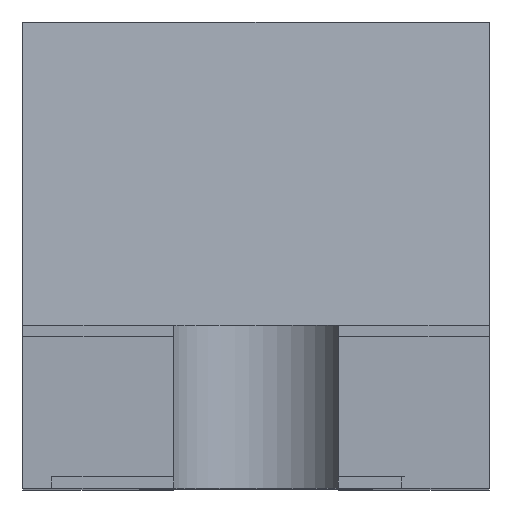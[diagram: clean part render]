
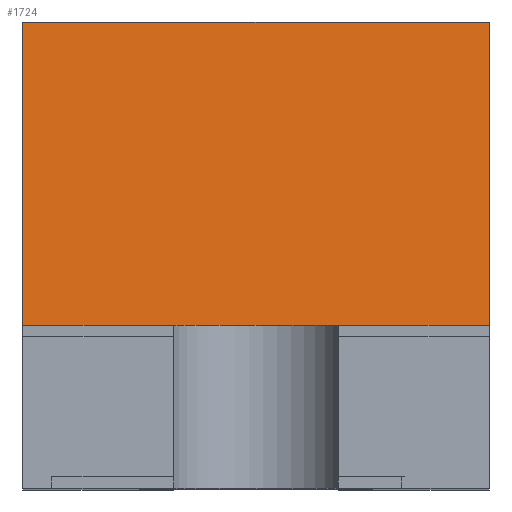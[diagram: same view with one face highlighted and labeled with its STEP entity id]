
A CAD part, top view. The second image highlights one B-rep face of the part: STEP entity #1724.
In plain terms, the highlighted planar face has unit normal (0, 0.087, 0.996).
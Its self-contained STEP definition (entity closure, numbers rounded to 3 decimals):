
#37 = EDGE_CURVE ( 'NONE', #1222, #593, #1920, .T. ) ;
#57 = VERTEX_POINT ( 'NONE', #2370 ) ;
#181 = ORIENTED_EDGE ( 'NONE', *, *, #401, .F. ) ;
#256 = DIRECTION ( 'NONE',  ( 0., 0.996, -0.087 ) ) ;
#401 = EDGE_CURVE ( 'NONE', #2310, #593, #1392, .T. ) ;
#453 = CARTESIAN_POINT ( 'NONE',  ( 0.4, 0.28, 0.55 ) ) ;
#535 = VECTOR ( 'NONE', #2492, 1000. ) ;
#593 = VERTEX_POINT ( 'NONE', #935 ) ;
#630 = LINE ( 'NONE', #2094, #535 ) ;
#659 = DIRECTION ( 'NONE',  ( -1., 0., 0. ) ) ;
#697 = ORIENTED_EDGE ( 'NONE', *, *, #37, .T. ) ;
#825 = AXIS2_PLACEMENT_3D ( 'NONE', #2002, #1218, #256 ) ;
#837 = PLANE ( 'NONE',  #825 ) ;
#935 = CARTESIAN_POINT ( 'NONE',  ( -0.4, 0.28, 0.55 ) ) ;
#1021 = VECTOR ( 'NONE', #2463, 1000. ) ;
#1218 = DIRECTION ( 'NONE',  ( 0., -0.087, -0.996 ) ) ;
#1222 = VERTEX_POINT ( 'NONE', #2015 ) ;
#1272 = LINE ( 'NONE', #1855, #1021 ) ;
#1392 = LINE ( 'NONE', #453, #1859 ) ;
#1547 = VECTOR ( 'NONE', #1768, 1000. ) ;
#1724 = ADVANCED_FACE ( 'NONE', ( #2042 ), #837, .F. ) ;
#1761 = EDGE_CURVE ( 'NONE', #57, #1222, #1272, .T. ) ;
#1768 = DIRECTION ( 'NONE',  ( 0., -0.996, 0.087 ) ) ;
#1855 = CARTESIAN_POINT ( 'NONE',  ( 0.4, 0.8, 0.505 ) ) ;
#1859 = VECTOR ( 'NONE', #659, 1000. ) ;
#1868 = EDGE_LOOP ( 'NONE', ( #697, #181, #1997, #2517 ) ) ;
#1920 = LINE ( 'NONE', #2533, #1547 ) ;
#1997 = ORIENTED_EDGE ( 'NONE', *, *, #2302, .F. ) ;
#2002 = CARTESIAN_POINT ( 'NONE',  ( 0.4, 0.28, 0.55 ) ) ;
#2015 = CARTESIAN_POINT ( 'NONE',  ( -0.4, 0.8, 0.505 ) ) ;
#2042 = FACE_OUTER_BOUND ( 'NONE', #1868, .T. ) ;
#2094 = CARTESIAN_POINT ( 'NONE',  ( 0.4, 0.28, 0.55 ) ) ;
#2101 = CARTESIAN_POINT ( 'NONE',  ( 0.4, 0.28, 0.55 ) ) ;
#2302 = EDGE_CURVE ( 'NONE', #57, #2310, #630, .T. ) ;
#2310 = VERTEX_POINT ( 'NONE', #2101 ) ;
#2370 = CARTESIAN_POINT ( 'NONE',  ( 0.4, 0.8, 0.505 ) ) ;
#2463 = DIRECTION ( 'NONE',  ( -1., 0., 0. ) ) ;
#2492 = DIRECTION ( 'NONE',  ( 0., -0.996, 0.087 ) ) ;
#2517 = ORIENTED_EDGE ( 'NONE', *, *, #1761, .T. ) ;
#2533 = CARTESIAN_POINT ( 'NONE',  ( -0.4, 0.28, 0.55 ) ) ;
